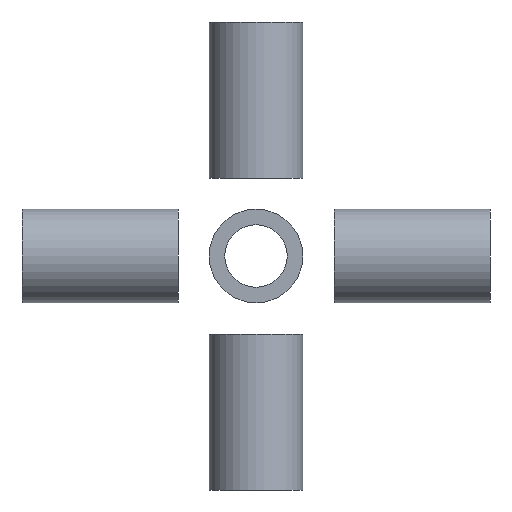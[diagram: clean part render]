
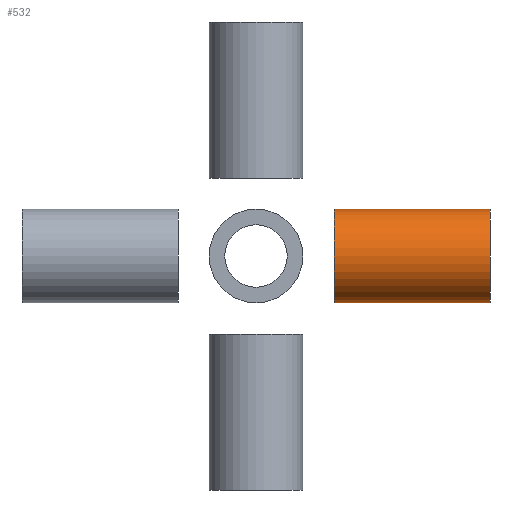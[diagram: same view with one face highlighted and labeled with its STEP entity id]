
A CAD part, front view. The second image highlights one B-rep face of the part: STEP entity #532.
In plain terms, the highlighted cylindrical face has radius 3 mm (diameter 6 mm), a full revolution.
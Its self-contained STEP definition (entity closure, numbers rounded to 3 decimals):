
#442 = VERTEX_POINT('',#443);
#443 = CARTESIAN_POINT('',(5.,0.,-3.));
#448 = EDGE_CURVE('',#442,#442,#449,.T.);
#449 = CIRCLE('',#450,3.);
#450 = AXIS2_PLACEMENT_3D('',#451,#452,#453);
#451 = CARTESIAN_POINT('',(5.,0.,0.));
#452 = DIRECTION('',(1.,-0.,0.));
#453 = DIRECTION('',(0.,0.,-1.));
#490 = VERTEX_POINT('',#491);
#491 = CARTESIAN_POINT('',(15.,0.,-3.));
#496 = EDGE_CURVE('',#490,#490,#497,.T.);
#497 = CIRCLE('',#498,3.);
#498 = AXIS2_PLACEMENT_3D('',#499,#500,#501);
#499 = CARTESIAN_POINT('',(15.,0.,0.));
#500 = DIRECTION('',(1.,-0.,0.));
#501 = DIRECTION('',(0.,0.,-1.));
#532 = ADVANCED_FACE('',(#533),#544,.T.);
#533 = FACE_BOUND('',#534,.F.);
#534 = EDGE_LOOP('',(#535,#541,#542,#543));
#535 = ORIENTED_EDGE('',*,*,#536,.T.);
#536 = EDGE_CURVE('',#442,#490,#537,.T.);
#537 = LINE('',#538,#539);
#538 = CARTESIAN_POINT('',(5.,0.,-3.));
#539 = VECTOR('',#540,1.);
#540 = DIRECTION('',(1.,0.,0.));
#541 = ORIENTED_EDGE('',*,*,#496,.T.);
#542 = ORIENTED_EDGE('',*,*,#536,.F.);
#543 = ORIENTED_EDGE('',*,*,#448,.F.);
#544 = CYLINDRICAL_SURFACE('',#545,3.);
#545 = AXIS2_PLACEMENT_3D('',#546,#547,#548);
#546 = CARTESIAN_POINT('',(5.,0.,0.));
#547 = DIRECTION('',(-1.,-0.,0.));
#548 = DIRECTION('',(0.,0.,-1.));
